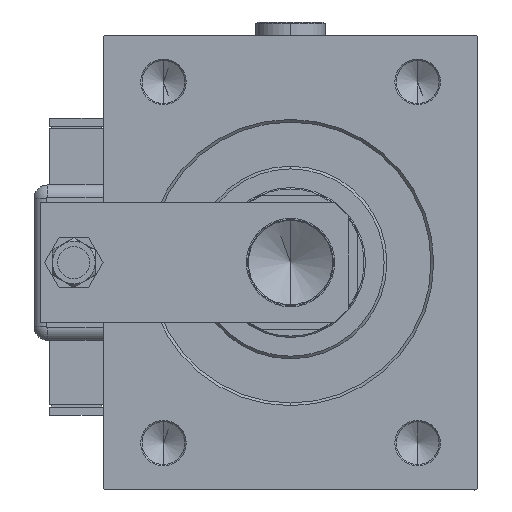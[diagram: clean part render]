
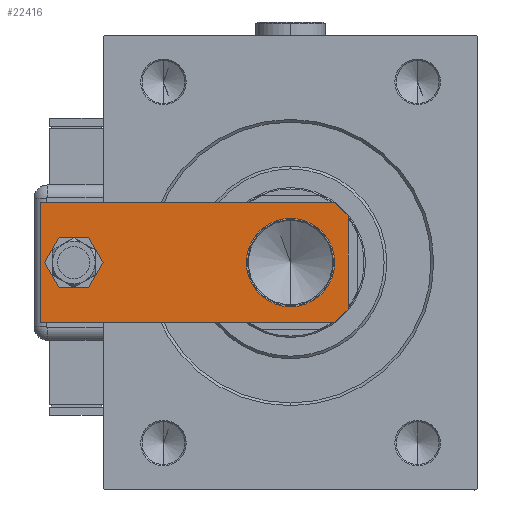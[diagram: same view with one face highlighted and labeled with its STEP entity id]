
A CAD part, left-side view. The second image highlights one B-rep face of the part: STEP entity #22416.
In plain terms, the highlighted face is planar.
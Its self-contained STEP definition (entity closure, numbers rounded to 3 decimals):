
#869 = LINE ( 'NONE', #37722, #41740 ) ;
#1077 = EDGE_CURVE ( 'NONE', #12414, #43872, #14122, .T. ) ;
#1943 = ORIENTED_EDGE ( 'NONE', *, *, #28977, .T. ) ;
#2091 = FACE_OUTER_BOUND ( 'NONE', #37881, .T. ) ;
#3374 = CARTESIAN_POINT ( 'NONE',  ( -17.5, 0., 0. ) ) ;
#4587 = ORIENTED_EDGE ( 'NONE', *, *, #34112, .T. ) ;
#5135 = CARTESIAN_POINT ( 'NONE',  ( 0., 21.5, 0. ) ) ;
#5918 = VECTOR ( 'NONE', #23419, 1000. ) ;
#6003 = CARTESIAN_POINT ( 'NONE',  ( -22.5, 0., 0. ) ) ;
#6811 = EDGE_CURVE ( 'NONE', #12414, #29488, #869, .T. ) ;
#6913 = DIRECTION ( 'NONE',  ( 0., 0., 1. ) ) ;
#10651 = LINE ( 'NONE', #6003, #18566 ) ;
#11169 = VERTEX_POINT ( 'NONE', #3374 ) ;
#11392 = DIRECTION ( 'NONE',  ( 1., 0., 0. ) ) ;
#12414 = VERTEX_POINT ( 'NONE', #34013 ) ;
#14110 = DIRECTION ( 'NONE',  ( 1., 0., 0. ) ) ;
#14122 = LINE ( 'NONE', #28684, #5918 ) ;
#17093 = LINE ( 'NONE', #59282, #46763 ) ;
#18314 = CIRCLE ( 'NONE', #33169, 7. ) ;
#18566 = VECTOR ( 'NONE', #19325, 1000. ) ;
#19325 = DIRECTION ( 'NONE',  ( 1., 0., 0. ) ) ;
#19760 = DIRECTION ( 'NONE',  ( -0.707, -0.707, 0. ) ) ;
#19912 = EDGE_CURVE ( 'NONE', #48611, #39231, #18314, .T. ) ;
#22416 = ADVANCED_FACE ( 'NONE', ( #2091, #29367, #25021 ), #48280, .F. ) ;
#23419 = DIRECTION ( 'NONE',  ( 0., 1., 0. ) ) ;
#25021 = FACE_BOUND ( 'NONE', #60509, .T. ) ;
#25801 = CARTESIAN_POINT ( 'NONE',  ( 7., 102.5, 0. ) ) ;
#25826 = CARTESIAN_POINT ( 'NONE',  ( 0., 102.5, 0. ) ) ;
#26022 = CARTESIAN_POINT ( 'NONE',  ( 17.5, 0., 0. ) ) ;
#26126 = CARTESIAN_POINT ( 'NONE',  ( 0., 21.5, 0. ) ) ;
#26134 = DIRECTION ( 'NONE',  ( 0., 0., 1. ) ) ;
#26394 = EDGE_CURVE ( 'NONE', #11169, #29488, #10651, .T. ) ;
#26737 = CIRCLE ( 'NONE', #45571, 7. ) ;
#27433 = VECTOR ( 'NONE', #55790, 1000. ) ;
#27533 = ORIENTED_EDGE ( 'NONE', *, *, #53355, .T. ) ;
#28518 = CIRCLE ( 'NONE', #50297, 16.5 ) ;
#28684 = CARTESIAN_POINT ( 'NONE',  ( 22.5, 0., 0. ) ) ;
#28977 = EDGE_CURVE ( 'NONE', #45303, #60804, #28518, .T. ) ;
#29367 = FACE_BOUND ( 'NONE', #56913, .T. ) ;
#29488 = VERTEX_POINT ( 'NONE', #26022 ) ;
#31046 = DIRECTION ( 'NONE',  ( 0., -1., 0. ) ) ;
#31071 = DIRECTION ( 'NONE',  ( 1., 0., 0. ) ) ;
#32507 = CARTESIAN_POINT ( 'NONE',  ( -17.5, 0., 0. ) ) ;
#33169 = AXIS2_PLACEMENT_3D ( 'NONE', #25826, #26134, #40090 ) ;
#34013 = CARTESIAN_POINT ( 'NONE',  ( 22.5, 5., 0. ) ) ;
#34112 = EDGE_CURVE ( 'NONE', #39231, #48611, #26737, .T. ) ;
#34781 = VERTEX_POINT ( 'NONE', #36473 ) ;
#34832 = CARTESIAN_POINT ( 'NONE',  ( -7., 102.5, 0. ) ) ;
#36106 = ORIENTED_EDGE ( 'NONE', *, *, #26394, .F. ) ;
#36473 = CARTESIAN_POINT ( 'NONE',  ( -22.5, 115., 0. ) ) ;
#36862 = LINE ( 'NONE', #32507, #27433 ) ;
#37722 = CARTESIAN_POINT ( 'NONE',  ( 22.5, 5., 0. ) ) ;
#37744 = CARTESIAN_POINT ( 'NONE',  ( 22.5, 115., 0. ) ) ;
#37881 = EDGE_LOOP ( 'NONE', ( #36106, #48371, #59894, #60069, #47017, #47134 ) ) ;
#38975 = CARTESIAN_POINT ( 'NONE',  ( 0., 0., 0. ) ) ;
#39231 = VERTEX_POINT ( 'NONE', #25801 ) ;
#40090 = DIRECTION ( 'NONE',  ( 1., 0., 0. ) ) ;
#40744 = VECTOR ( 'NONE', #47069, 1000. ) ;
#41740 = VECTOR ( 'NONE', #19760, 1000. ) ;
#42334 = DIRECTION ( 'NONE',  ( 0., 0., 1. ) ) ;
#43872 = VERTEX_POINT ( 'NONE', #44693 ) ;
#44693 = CARTESIAN_POINT ( 'NONE',  ( 22.5, 115., 0. ) ) ;
#44731 = DIRECTION ( 'NONE',  ( 1., 0., 0. ) ) ;
#45303 = VERTEX_POINT ( 'NONE', #48378 ) ;
#45571 = AXIS2_PLACEMENT_3D ( 'NONE', #49368, #6913, #44731 ) ;
#46763 = VECTOR ( 'NONE', #31046, 1000. ) ;
#47017 = ORIENTED_EDGE ( 'NONE', *, *, #1077, .F. ) ;
#47069 = DIRECTION ( 'NONE',  ( -1., 0., 0. ) ) ;
#47134 = ORIENTED_EDGE ( 'NONE', *, *, #6811, .T. ) ;
#48280 = PLANE ( 'NONE',  #60060 ) ;
#48371 = ORIENTED_EDGE ( 'NONE', *, *, #53783, .T. ) ;
#48378 = CARTESIAN_POINT ( 'NONE',  ( -16.5, 21.5, 0. ) ) ;
#48611 = VERTEX_POINT ( 'NONE', #34832 ) ;
#49368 = CARTESIAN_POINT ( 'NONE',  ( 0., 102.5, 0. ) ) ;
#49995 = DIRECTION ( 'NONE',  ( 0., 0., 1. ) ) ;
#50297 = AXIS2_PLACEMENT_3D ( 'NONE', #5135, #42334, #14110 ) ;
#50376 = CARTESIAN_POINT ( 'NONE',  ( -22.5, 5., 0. ) ) ;
#53355 = EDGE_CURVE ( 'NONE', #60804, #45303, #56103, .T. ) ;
#53783 = EDGE_CURVE ( 'NONE', #11169, #55975, #36862, .T. ) ;
#55457 = ORIENTED_EDGE ( 'NONE', *, *, #19912, .T. ) ;
#55790 = DIRECTION ( 'NONE',  ( -0.707, 0.707, 0. ) ) ;
#55975 = VERTEX_POINT ( 'NONE', #50376 ) ;
#56103 = CIRCLE ( 'NONE', #57110, 16.5 ) ;
#56913 = EDGE_LOOP ( 'NONE', ( #55457, #4587 ) ) ;
#57110 = AXIS2_PLACEMENT_3D ( 'NONE', #26126, #49995, #31071 ) ;
#58487 = EDGE_CURVE ( 'NONE', #43872, #34781, #61347, .T. ) ;
#58508 = DIRECTION ( 'NONE',  ( 0., 0., 1. ) ) ;
#59282 = CARTESIAN_POINT ( 'NONE',  ( -22.5, 115., 0. ) ) ;
#59894 = ORIENTED_EDGE ( 'NONE', *, *, #60435, .F. ) ;
#60060 = AXIS2_PLACEMENT_3D ( 'NONE', #38975, #58508, #11392 ) ;
#60069 = ORIENTED_EDGE ( 'NONE', *, *, #58487, .F. ) ;
#60435 = EDGE_CURVE ( 'NONE', #34781, #55975, #17093, .T. ) ;
#60509 = EDGE_LOOP ( 'NONE', ( #1943, #27533 ) ) ;
#60804 = VERTEX_POINT ( 'NONE', #61349 ) ;
#61347 = LINE ( 'NONE', #37744, #40744 ) ;
#61349 = CARTESIAN_POINT ( 'NONE',  ( 16.5, 21.5, 0. ) ) ;
